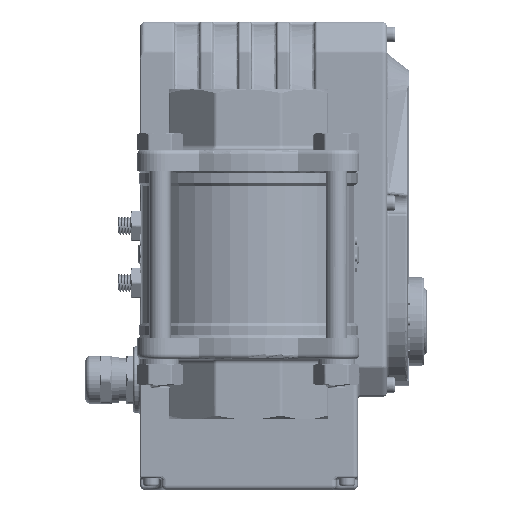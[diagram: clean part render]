
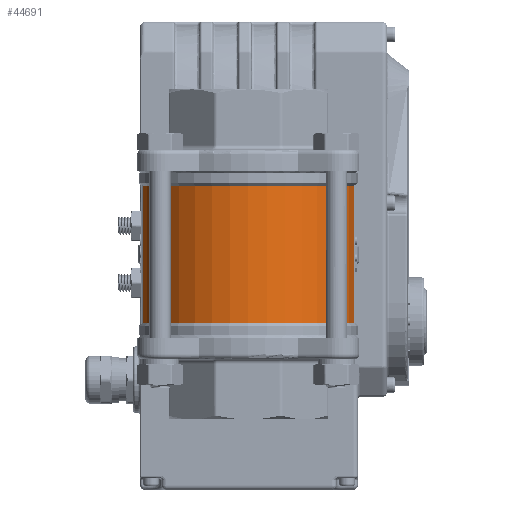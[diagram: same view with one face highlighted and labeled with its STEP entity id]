
A CAD part, front view. The second image highlights one B-rep face of the part: STEP entity #44691.
In plain terms, the highlighted cylindrical face has radius 45 mm (diameter 90 mm), a partial arc.
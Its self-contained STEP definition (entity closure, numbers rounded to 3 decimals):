
#5428 = CARTESIAN_POINT ( 'NONE',  ( 0., 0., 34. ) ) ;
#8572 = EDGE_CURVE ( 'NONE', #111368, #217969, #209651, .T. ) ;
#13166 = CARTESIAN_POINT ( 'NONE',  ( 0., 0., 28.9 ) ) ;
#20659 = AXIS2_PLACEMENT_3D ( 'NONE', #5428, #48706, #134953 ) ;
#27848 = FACE_OUTER_BOUND ( 'NONE', #139695, .T. ) ;
#28402 = ORIENTED_EDGE ( 'NONE', *, *, #111646, .T. ) ;
#30459 = AXIS2_PLACEMENT_3D ( 'NONE', #248105, #119509, #269682 ) ;
#32433 = AXIS2_PLACEMENT_3D ( 'NONE', #13166, #163311, #34822 ) ;
#34822 = DIRECTION ( 'NONE',  ( 1., 0., 0. ) ) ;
#38230 = VECTOR ( 'NONE', #263498, 1000. ) ;
#44691 = ADVANCED_FACE ( 'NONE', ( #27848 ), #108293, .T. ) ;
#47829 = LINE ( 'NONE', #159439, #269404 ) ;
#48706 = DIRECTION ( 'NONE',  ( 0., 0., -1. ) ) ;
#51157 = CARTESIAN_POINT ( 'NONE',  ( 44.342, -7.666, -28.9 ) ) ;
#65965 = CARTESIAN_POINT ( 'NONE',  ( -44.342, -7.666, -28.9 ) ) ;
#89905 = CARTESIAN_POINT ( 'NONE',  ( -44.342, -7.666, 28.9 ) ) ;
#108293 = CYLINDRICAL_SURFACE ( 'NONE', #20659, 45. ) ;
#111368 = VERTEX_POINT ( 'NONE', #65965 ) ;
#111646 = EDGE_CURVE ( 'NONE', #185644, #229831, #206507, .T. ) ;
#118111 = DIRECTION ( 'NONE',  ( 0., 0., 1. ) ) ;
#119509 = DIRECTION ( 'NONE',  ( 0., 0., 1. ) ) ;
#121071 = ORIENTED_EDGE ( 'NONE', *, *, #181009, .T. ) ;
#134953 = DIRECTION ( 'NONE',  ( -1., 0., 0. ) ) ;
#139695 = EDGE_LOOP ( 'NONE', ( #28402, #121071, #215010, #218651 ) ) ;
#159439 = CARTESIAN_POINT ( 'NONE',  ( 44.342, -7.666, 34. ) ) ;
#163311 = DIRECTION ( 'NONE',  ( 0., 0., -1. ) ) ;
#181009 = EDGE_CURVE ( 'NONE', #229831, #111368, #266599, .T. ) ;
#185644 = VERTEX_POINT ( 'NONE', #261976 ) ;
#196726 = EDGE_CURVE ( 'NONE', #217969, #185644, #47829, .T. ) ;
#206507 = CIRCLE ( 'NONE', #32433, 45. ) ;
#209651 = CIRCLE ( 'NONE', #30459, 45. ) ;
#215010 = ORIENTED_EDGE ( 'NONE', *, *, #8572, .T. ) ;
#217969 = VERTEX_POINT ( 'NONE', #51157 ) ;
#218651 = ORIENTED_EDGE ( 'NONE', *, *, #196726, .T. ) ;
#229831 = VERTEX_POINT ( 'NONE', #89905 ) ;
#241858 = CARTESIAN_POINT ( 'NONE',  ( -44.342, -7.666, 34. ) ) ;
#248105 = CARTESIAN_POINT ( 'NONE',  ( 0., 0., -28.9 ) ) ;
#261976 = CARTESIAN_POINT ( 'NONE',  ( 44.342, -7.666, 28.9 ) ) ;
#263498 = DIRECTION ( 'NONE',  ( 0., 0., -1. ) ) ;
#266599 = LINE ( 'NONE', #241858, #38230 ) ;
#269404 = VECTOR ( 'NONE', #118111, 1000. ) ;
#269682 = DIRECTION ( 'NONE',  ( -1., 0., 0. ) ) ;
